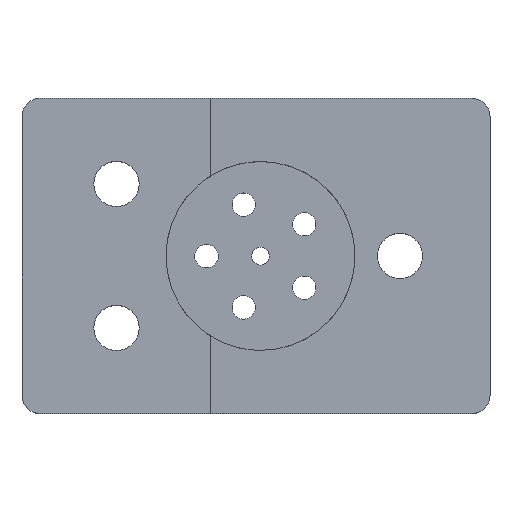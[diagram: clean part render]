
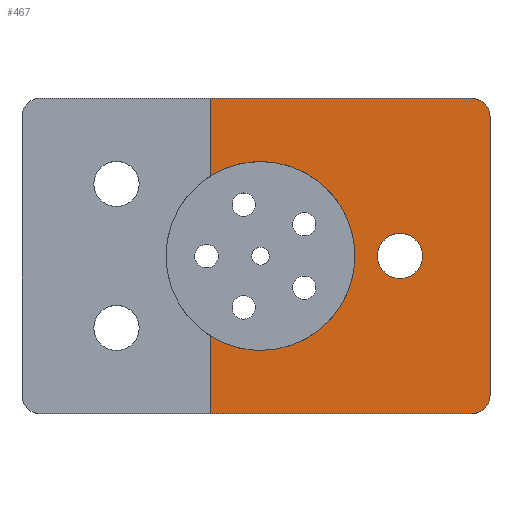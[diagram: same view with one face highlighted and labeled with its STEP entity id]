
A CAD part, top view. The second image highlights one B-rep face of the part: STEP entity #467.
In plain terms, the highlighted planar face has unit normal (0, 0, 1).
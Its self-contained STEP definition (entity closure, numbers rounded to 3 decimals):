
#29=FACE_BOUND('',#72,.T.);
#47=FACE_OUTER_BOUND('',#71,.T.);
#71=EDGE_LOOP('',(#325,#326,#327,#328,#329,#330,#331,#332));
#72=EDGE_LOOP('',(#333));
#113=LINE('',#711,#149);
#114=LINE('',#713,#150);
#115=LINE('',#717,#151);
#116=LINE('',#721,#152);
#117=LINE('',#722,#153);
#149=VECTOR('',#565,10.);
#150=VECTOR('',#566,10.);
#151=VECTOR('',#569,10.);
#152=VECTOR('',#572,10.);
#153=VECTOR('',#573,10.);
#185=CIRCLE('',#506,10.5);
#186=CIRCLE('',#507,2.);
#187=CIRCLE('',#508,2.);
#188=CIRCLE('',#509,2.518);
#215=VERTEX_POINT('',#707);
#216=VERTEX_POINT('',#708);
#217=VERTEX_POINT('',#710);
#218=VERTEX_POINT('',#712);
#219=VERTEX_POINT('',#714);
#220=VERTEX_POINT('',#716);
#221=VERTEX_POINT('',#718);
#222=VERTEX_POINT('',#720);
#223=VERTEX_POINT('',#723);
#259=EDGE_CURVE('',#215,#216,#185,.T.);
#260=EDGE_CURVE('',#217,#216,#113,.T.);
#261=EDGE_CURVE('',#217,#218,#114,.T.);
#262=EDGE_CURVE('',#219,#218,#186,.T.);
#263=EDGE_CURVE('',#220,#219,#115,.T.);
#264=EDGE_CURVE('',#221,#220,#187,.T.);
#265=EDGE_CURVE('',#221,#222,#116,.T.);
#266=EDGE_CURVE('',#215,#222,#117,.T.);
#267=EDGE_CURVE('',#223,#223,#188,.F.);
#325=ORIENTED_EDGE('',*,*,#259,.T.);
#326=ORIENTED_EDGE('',*,*,#260,.F.);
#327=ORIENTED_EDGE('',*,*,#261,.T.);
#328=ORIENTED_EDGE('',*,*,#262,.F.);
#329=ORIENTED_EDGE('',*,*,#263,.F.);
#330=ORIENTED_EDGE('',*,*,#264,.F.);
#331=ORIENTED_EDGE('',*,*,#265,.T.);
#332=ORIENTED_EDGE('',*,*,#266,.F.);
#333=ORIENTED_EDGE('',*,*,#267,.T.);
#457=PLANE('',#505);
#467=ADVANCED_FACE('',(#47,#29),#457,.F.);
#505=AXIS2_PLACEMENT_3D('',#706,#561,#562);
#506=AXIS2_PLACEMENT_3D('',#709,#563,#564);
#507=AXIS2_PLACEMENT_3D('',#715,#567,#568);
#508=AXIS2_PLACEMENT_3D('',#719,#570,#571);
#509=AXIS2_PLACEMENT_3D('',#724,#574,#575);
#561=DIRECTION('center_axis',(0.,0.,-1.));
#562=DIRECTION('ref_axis',(-1.,0.,0.));
#563=DIRECTION('center_axis',(0.,0.,-1.));
#564=DIRECTION('ref_axis',(1.,0.,0.));
#565=DIRECTION('',(0.,1.,0.));
#566=DIRECTION('',(1.,0.,0.));
#567=DIRECTION('center_axis',(0.,0.,-1.));
#568=DIRECTION('ref_axis',(0.707,-0.707,0.));
#569=DIRECTION('',(0.,-1.,0.));
#570=DIRECTION('center_axis',(0.,0.,-1.));
#571=DIRECTION('ref_axis',(0.707,0.707,0.));
#572=DIRECTION('',(-1.,0.,0.));
#573=DIRECTION('',(0.,1.,0.));
#574=DIRECTION('center_axis',(0.,0.,1.));
#575=DIRECTION('ref_axis',(1.,0.,0.));
#706=CARTESIAN_POINT('Origin',(0.,0.,7.4));
#707=CARTESIAN_POINT('',(-5.5,8.944,7.4));
#708=CARTESIAN_POINT('',(-5.5,-8.944,7.4));
#709=CARTESIAN_POINT('Origin',(0.,0.,7.4));
#710=CARTESIAN_POINT('',(-5.5,-17.5,7.4));
#711=CARTESIAN_POINT('',(-5.5,-15.,7.4));
#712=CARTESIAN_POINT('',(23.5,-17.5,7.4));
#713=CARTESIAN_POINT('',(5.5,-17.5,7.4));
#714=CARTESIAN_POINT('',(25.5,-15.5,7.4));
#715=CARTESIAN_POINT('Origin',(23.5,-15.5,7.4));
#716=CARTESIAN_POINT('',(25.5,15.5,7.4));
#717=CARTESIAN_POINT('',(25.5,-6.25,7.4));
#718=CARTESIAN_POINT('',(23.5,17.5,7.4));
#719=CARTESIAN_POINT('Origin',(23.5,15.5,7.4));
#720=CARTESIAN_POINT('',(-5.5,17.5,7.4));
#721=CARTESIAN_POINT('',(5.5,17.5,7.4));
#722=CARTESIAN_POINT('',(-5.5,-1.778,7.4));
#723=CARTESIAN_POINT('',(12.983,0.,7.4));
#724=CARTESIAN_POINT('Origin',(15.5,0.,7.4));
